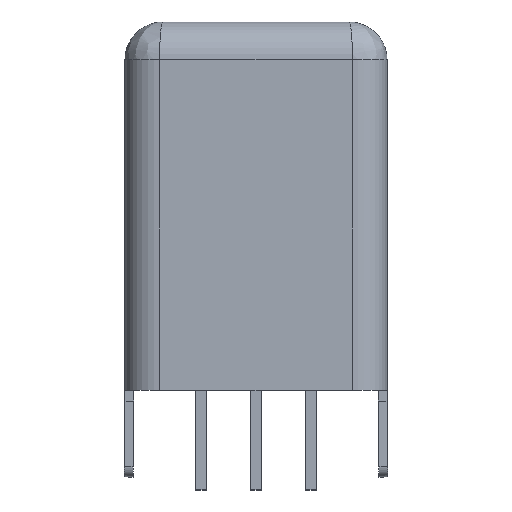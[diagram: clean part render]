
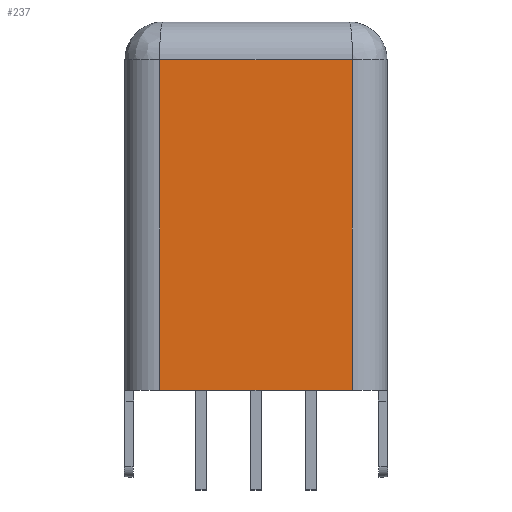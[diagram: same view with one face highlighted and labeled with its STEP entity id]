
A CAD part, top view. The second image highlights one B-rep face of the part: STEP entity #237.
In plain terms, the highlighted planar face has unit normal (0, 0, 1).
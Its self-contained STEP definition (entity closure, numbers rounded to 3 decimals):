
#74 = CARTESIAN_POINT ( 'NONE',  ( -6.05, 15.75, 4.3 ) ) ;
#83 = CARTESIAN_POINT ( 'NONE',  ( 4.45, 17.5, 4.3 ) ) ;
#237 = ADVANCED_FACE ( 'NONE', ( #433 ), #1186, .F. ) ;
#296 = CARTESIAN_POINT ( 'NONE',  ( -6.05, 0.5, 4.3 ) ) ;
#306 = CARTESIAN_POINT ( 'NONE',  ( -4.45, 17.5, 4.3 ) ) ;
#330 = DIRECTION ( 'NONE',  ( 1., 0., 0. ) ) ;
#433 = FACE_OUTER_BOUND ( 'NONE', #1355, .T. ) ;
#583 = LINE ( 'NONE', #83, #2413 ) ;
#669 = DIRECTION ( 'NONE',  ( 0., 0., -1. ) ) ;
#809 = CARTESIAN_POINT ( 'NONE',  ( 4.45, 0.5, 4.3 ) ) ;
#845 = VERTEX_POINT ( 'NONE', #2519 ) ;
#865 = EDGE_CURVE ( 'NONE', #2387, #1686, #977, .T. ) ;
#903 = DIRECTION ( 'NONE',  ( -1., 0., 0. ) ) ;
#932 = DIRECTION ( 'NONE',  ( -1., 0., 0. ) ) ;
#977 = LINE ( 'NONE', #296, #1039 ) ;
#1039 = VECTOR ( 'NONE', #330, 1000. ) ;
#1165 = DIRECTION ( 'NONE',  ( 0., -1., 0. ) ) ;
#1186 = PLANE ( 'NONE',  #2217 ) ;
#1355 = EDGE_LOOP ( 'NONE', ( #1705, #2199, #2136, #2110 ) ) ;
#1559 = EDGE_CURVE ( 'NONE', #1794, #2387, #2121, .T. ) ;
#1578 = EDGE_CURVE ( 'NONE', #1686, #845, #583, .T. ) ;
#1613 = EDGE_CURVE ( 'NONE', #845, #1794, #2022, .T. ) ;
#1686 = VERTEX_POINT ( 'NONE', #809 ) ;
#1705 = ORIENTED_EDGE ( 'NONE', *, *, #1559, .T. ) ;
#1794 = VERTEX_POINT ( 'NONE', #1937 ) ;
#1805 = CARTESIAN_POINT ( 'NONE',  ( -6.05, 17.5, 4.3 ) ) ;
#1937 = CARTESIAN_POINT ( 'NONE',  ( -4.45, 15.75, 4.3 ) ) ;
#2022 = LINE ( 'NONE', #74, #2565 ) ;
#2059 = CARTESIAN_POINT ( 'NONE',  ( -4.45, 0.5, 4.3 ) ) ;
#2110 = ORIENTED_EDGE ( 'NONE', *, *, #1613, .T. ) ;
#2121 = LINE ( 'NONE', #306, #2186 ) ;
#2136 = ORIENTED_EDGE ( 'NONE', *, *, #1578, .T. ) ;
#2186 = VECTOR ( 'NONE', #1165, 1000. ) ;
#2199 = ORIENTED_EDGE ( 'NONE', *, *, #865, .T. ) ;
#2217 = AXIS2_PLACEMENT_3D ( 'NONE', #1805, #669, #932 ) ;
#2387 = VERTEX_POINT ( 'NONE', #2059 ) ;
#2392 = DIRECTION ( 'NONE',  ( 0., 1., 0. ) ) ;
#2413 = VECTOR ( 'NONE', #2392, 1000. ) ;
#2519 = CARTESIAN_POINT ( 'NONE',  ( 4.45, 15.75, 4.3 ) ) ;
#2565 = VECTOR ( 'NONE', #903, 1000. ) ;
